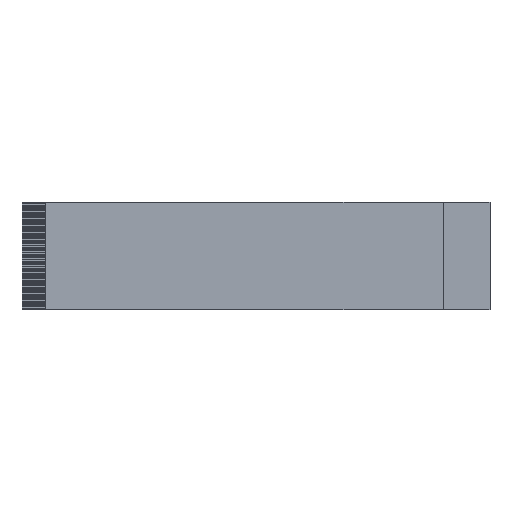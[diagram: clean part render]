
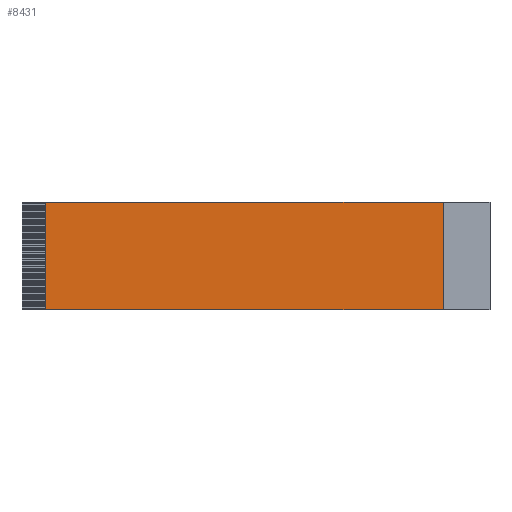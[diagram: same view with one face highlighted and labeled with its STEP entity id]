
A CAD part, top view. The second image highlights one B-rep face of the part: STEP entity #8431.
In plain terms, the highlighted planar face has unit normal (0, 0, 1).
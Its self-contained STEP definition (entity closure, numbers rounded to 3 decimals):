
#605=ORIENTED_EDGE('',*,*,#2444,.F.);
#606=ORIENTED_EDGE('',*,*,#2128,.F.);
#607=ORIENTED_EDGE('',*,*,#2445,.T.);
#608=ORIENTED_EDGE('',*,*,#2118,.T.);
#2118=EDGE_CURVE('',#3062,#3061,#3629,.T.);
#2128=EDGE_CURVE('',#3069,#2869,#3638,.T.);
#2444=EDGE_CURVE('',#2869,#3061,#3954,.T.);
#2445=EDGE_CURVE('',#3069,#3062,#3955,.T.);
#2869=VERTEX_POINT('',#10457);
#3061=VERTEX_POINT('',#10851);
#3062=VERTEX_POINT('',#10853);
#3069=VERTEX_POINT('',#10872);
#3629=LINE('',#10852,#4571);
#3638=LINE('',#10873,#4580);
#3954=LINE('',#11549,#4896);
#3955=LINE('',#11550,#4897);
#4571=VECTOR('',#9127,1000.);
#4580=VECTOR('',#9138,1000.);
#4896=VECTOR('',#9638,1000.);
#4897=VECTOR('',#9639,1000.);
#5415=EDGE_LOOP('',(#605,#606,#607,#608));
#5705=FACE_BOUND('',#5415,.T.);
#5995=PLANE('',#8728);
#8431=ADVANCED_FACE('',(#5705),#5995,.F.);
#8728=AXIS2_PLACEMENT_3D('',#11548,#9636,#9637);
#9127=DIRECTION('',(1.,0.,0.));
#9138=DIRECTION('',(1.,0.,0.));
#9636=DIRECTION('',(0.,0.,-1.));
#9637=DIRECTION('',(-1.,0.,0.));
#9638=DIRECTION('',(0.,-1.,0.));
#9639=DIRECTION('',(0.,-1.,0.));
#10457=CARTESIAN_POINT('',(40.,11.5,0.095));
#10851=CARTESIAN_POINT('',(40.,-11.5,0.095));
#10852=CARTESIAN_POINT('',(-45.,-11.5,0.095));
#10853=CARTESIAN_POINT('',(-45.,-11.5,0.095));
#10872=CARTESIAN_POINT('',(-45.,11.5,0.095));
#10873=CARTESIAN_POINT('',(-45.,11.5,0.095));
#11548=CARTESIAN_POINT('',(-45.,11.5,0.095));
#11549=CARTESIAN_POINT('',(40.,11.5,0.095));
#11550=CARTESIAN_POINT('',(-45.,11.5,0.095));
